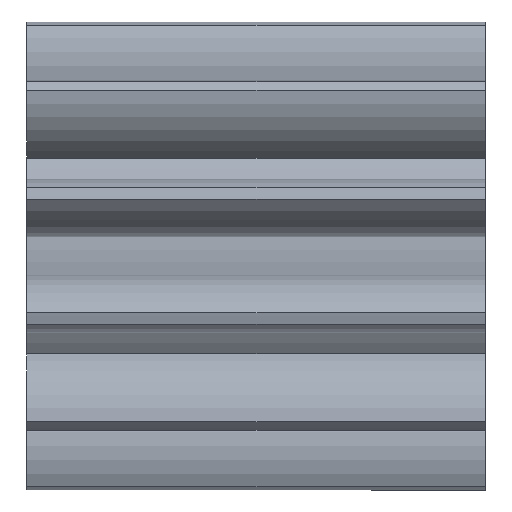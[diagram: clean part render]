
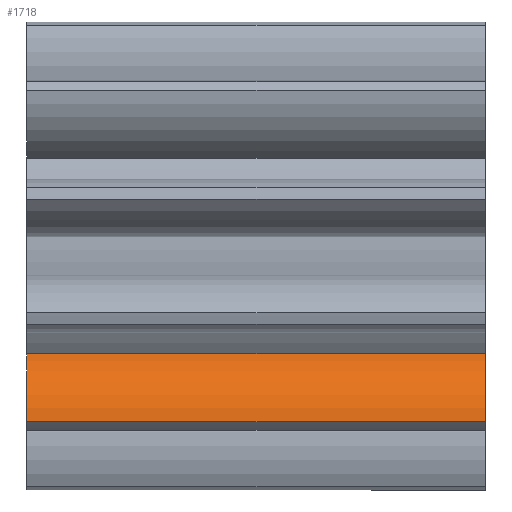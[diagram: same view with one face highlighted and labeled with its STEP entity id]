
A CAD part, front view. The second image highlights one B-rep face of the part: STEP entity #1718.
In plain terms, the highlighted cylindrical face has radius 2.16 mm (diameter 4.32 mm), a partial arc.
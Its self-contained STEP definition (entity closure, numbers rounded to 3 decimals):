
#11 = CIRCLE ( 'NONE', #718, 2.16 ) ;
#21 = DIRECTION ( 'NONE',  ( -1., 0., 0. ) ) ;
#32 = AXIS2_PLACEMENT_3D ( 'NONE', #1385, #1061, #274 ) ;
#47 = LINE ( 'NONE', #1308, #985 ) ;
#110 = LINE ( 'NONE', #1881, #1400 ) ;
#137 = ORIENTED_EDGE ( 'NONE', *, *, #1820, .T. ) ;
#188 = CIRCLE ( 'NONE', #619, 2.16 ) ;
#274 = DIRECTION ( 'NONE',  ( 0., 0., 1. ) ) ;
#315 = CARTESIAN_POINT ( 'NONE',  ( 0., -3.423, -2.56 ) ) ;
#359 = VERTEX_POINT ( 'NONE', #960 ) ;
#443 = EDGE_CURVE ( 'NONE', #1420, #600, #188, .T. ) ;
#460 = DIRECTION ( 'NONE',  ( -1., 0., 0. ) ) ;
#514 = EDGE_LOOP ( 'NONE', ( #1478, #551, #137, #663 ) ) ;
#551 = ORIENTED_EDGE ( 'NONE', *, *, #443, .T. ) ;
#600 = VERTEX_POINT ( 'NONE', #678 ) ;
#619 = AXIS2_PLACEMENT_3D ( 'NONE', #986, #21, #1639 ) ;
#623 = CYLINDRICAL_SURFACE ( 'NONE', #32, 2.16 ) ;
#663 = ORIENTED_EDGE ( 'NONE', *, *, #2043, .T. ) ;
#678 = CARTESIAN_POINT ( 'NONE',  ( 12., -3.423, -2.56 ) ) ;
#718 = AXIS2_PLACEMENT_3D ( 'NONE', #1472, #720, #858 ) ;
#720 = DIRECTION ( 'NONE',  ( 1., 0., 0. ) ) ;
#764 = CARTESIAN_POINT ( 'NONE',  ( 12., -4.564, -4.343 ) ) ;
#858 = DIRECTION ( 'NONE',  ( 0., 0., -1. ) ) ;
#960 = CARTESIAN_POINT ( 'NONE',  ( 0., -4.564, -4.343 ) ) ;
#985 = VECTOR ( 'NONE', #1152, 1000. ) ;
#986 = CARTESIAN_POINT ( 'NONE',  ( 12., -2.408, -4.467 ) ) ;
#1036 = EDGE_CURVE ( 'NONE', #359, #1420, #47, .T. ) ;
#1061 = DIRECTION ( 'NONE',  ( -1., 0., 0. ) ) ;
#1152 = DIRECTION ( 'NONE',  ( 1., 0., 0. ) ) ;
#1308 = CARTESIAN_POINT ( 'NONE',  ( 6., -4.564, -4.343 ) ) ;
#1385 = CARTESIAN_POINT ( 'NONE',  ( 12., -2.408, -4.467 ) ) ;
#1400 = VECTOR ( 'NONE', #460, 1000. ) ;
#1420 = VERTEX_POINT ( 'NONE', #764 ) ;
#1472 = CARTESIAN_POINT ( 'NONE',  ( 0., -2.408, -4.467 ) ) ;
#1478 = ORIENTED_EDGE ( 'NONE', *, *, #1036, .T. ) ;
#1535 = FACE_OUTER_BOUND ( 'NONE', #514, .T. ) ;
#1639 = DIRECTION ( 'NONE',  ( 0., -0.5, 0.866 ) ) ;
#1718 = ADVANCED_FACE ( 'NONE', ( #1535 ), #623, .T. ) ;
#1820 = EDGE_CURVE ( 'NONE', #600, #1931, #110, .T. ) ;
#1881 = CARTESIAN_POINT ( 'NONE',  ( 12., -3.423, -2.56 ) ) ;
#1931 = VERTEX_POINT ( 'NONE', #315 ) ;
#2043 = EDGE_CURVE ( 'NONE', #1931, #359, #11, .T. ) ;
